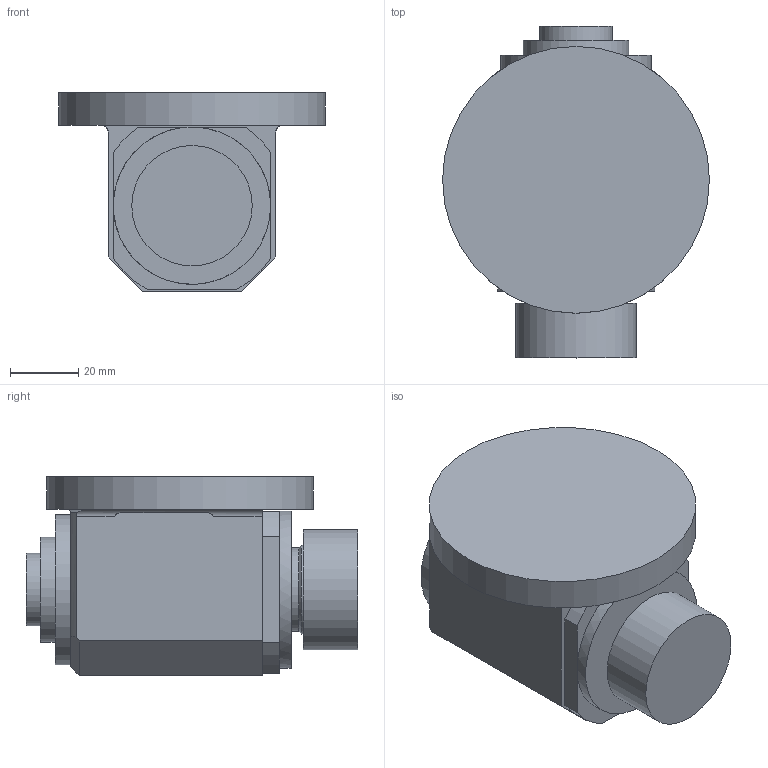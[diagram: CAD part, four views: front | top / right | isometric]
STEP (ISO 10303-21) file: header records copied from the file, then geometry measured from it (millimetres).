
FILE_DESCRIPTION((''),'1');
FILE_NAME('BBT30-AG90-13-125.stp','2012-11-26T05:51:15',(''),(''),'Spatial Interop R18','Kubotek KeyCreator V8.5.1 (14335)',' ');
FILE_SCHEMA(('CONFIG_CONTROL_DESIGN'));
Length unit declared in the file: millimetre
Products named in the file (1): 1
Bounding box: 78 x 97 x 58 mm (x, y, z)
Volume: 217588.8 mm3; surface area: 26630.9 mm2
Topology: 1 solids, 1 shells, 48 faces, 110 edges, 71 vertices
Faces by surface type: plane 26, cylinder 19, cone 3
Full cylindrical faces by diameter (mm): 21.202 x1, 24.5 x1, 26 x1, 30.8 x1, 35.2 x1, 44 x1, 46 x1, 78 x1
Entity records: 1382 total; most frequent: CARTESIAN_POINT 271, DIRECTION 228, ORIENTED_EDGE 200, EDGE_CURVE 100, AXIS2_PLACEMENT_3D 87, VERTEX_POINT 70, EDGE_LOOP 64, LINE 54
